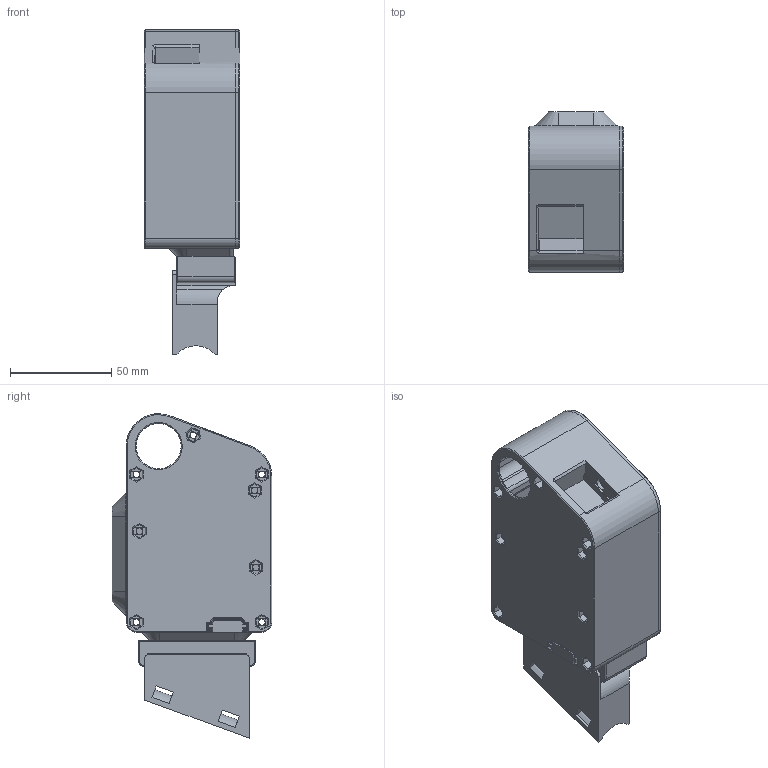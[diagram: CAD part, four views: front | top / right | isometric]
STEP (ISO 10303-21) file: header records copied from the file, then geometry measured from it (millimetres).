
FILE_DESCRIPTION(/* description */ (''),/* implementation_level */ '2;1');
FILE_NAME(/* name */ 'case v9.step',/* time_stamp */ '2020-09-28T23:50:06+02:00',/* author */ (''),/* organization */ (''),/* preprocessor_version */ 'ST-DEVELOPER v18.1',/* originating_system */ 'Autodesk Translation Framework v9.3.0.1241',/* authorisation */ '');
FILE_SCHEMA (('AUTOMOTIVE_DESIGN { 1 0 10303 214 3 1 1 }'));
Length unit declared in the file: millimetre
Products named in the file (6): case; OBS-C-001; OBS-C-002; OBS-C-003; OBS-M-001; OBS-M-002
Assembly tree (5 placements, depth 2):
  case
    OBS-C-001
    OBS-C-002
    OBS-C-003
    OBS-M-001
    OBS-M-002
Bounding box: 47 x 79 x 160.34 mm (x, y, z)
Volume: 128055.7 mm3; surface area: 84607 mm2
Topology: 5 solids, 5 shells, 1195 faces, 3161 edges, 2016 vertices
Faces by surface type: plane 776, cylinder 173, bspline 173, cone 69, torus 4
Full cylindrical faces by diameter (mm): 3 x2, 3.2 x22, 6 x3, 22.3 x2
Entity records: 37976 total; most frequent: CARTESIAN_POINT 8855, ORIENTED_EDGE 6322, DIRECTION 5325, EDGE_CURVE 3161, LINE 2357, VECTOR 2357, VERTEX_POINT 2016, AXIS2_PLACEMENT_3D 1484
